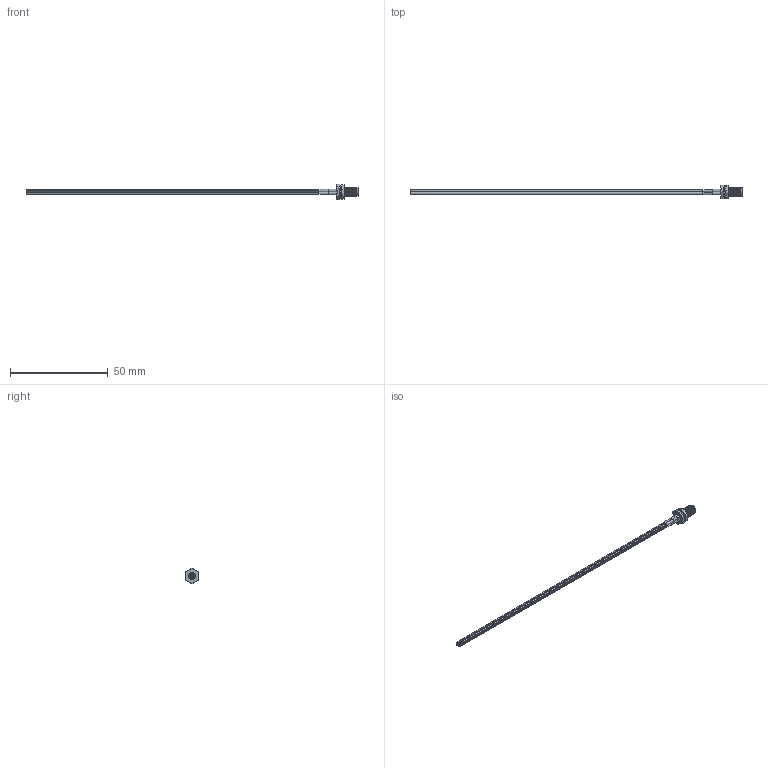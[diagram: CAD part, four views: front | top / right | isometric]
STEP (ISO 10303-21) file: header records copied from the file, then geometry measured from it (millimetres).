
FILE_DESCRIPTION (( 'STEP AP203' ), '1' );
FILE_NAME ('10-05278revA.STEP', '2023-04-04T23:35:37', ( '' ), ( '' ), 'SwSTEP 2.0', 'SolidWorks 2021', '' );
FILE_SCHEMA (( 'CONFIG_CONTROL_DESIGN' ));
Length unit declared in the file: millimetre
Products named in the file (13): M5nut; M5Male_panel mount threads; Heat shrink_O1.5mm base; 30-01773_blunt cut; M5Male_pin; 30-01774_blunt cut; 30-01776_blunt cut; M5M4P_short; M5_oring_large; 10-05278revA; 30-01781_blunt cut; 54-00098
Assembly tree (18 placements, depth 4):
  10-05278revA
    54-00098
      M5Male_panel mount threads
      M5nut
      M5_oring_large
      M5M4P_short
        M5M4P_short
        M5Male_pin  x4
    Heat shrink_O1.5mm base  x4
    30-01773_blunt cut
    30-01774_blunt cut
    30-01776_blunt cut
    30-01781_blunt cut
Bounding box: 170 x 7 x 8.08 mm (x, y, z)
Volume: 742.7 mm3; surface area: 10604.6 mm2
Topology: 116 solids, 116 shells, 847 faces, 1814 edges, 1202 vertices
Faces by surface type: cylinder 527, plane 264, bspline 26, cone 18, sphere 8, torus 4
Entity records: 27662 total; most frequent: CARTESIAN_POINT 8280, DIRECTION 4057, ORIENTED_EDGE 3332, AXIS2_PLACEMENT_3D 1744, EDGE_CURVE 1666, VERTEX_POINT 1107, EDGE_LOOP 1009, CIRCLE 945
